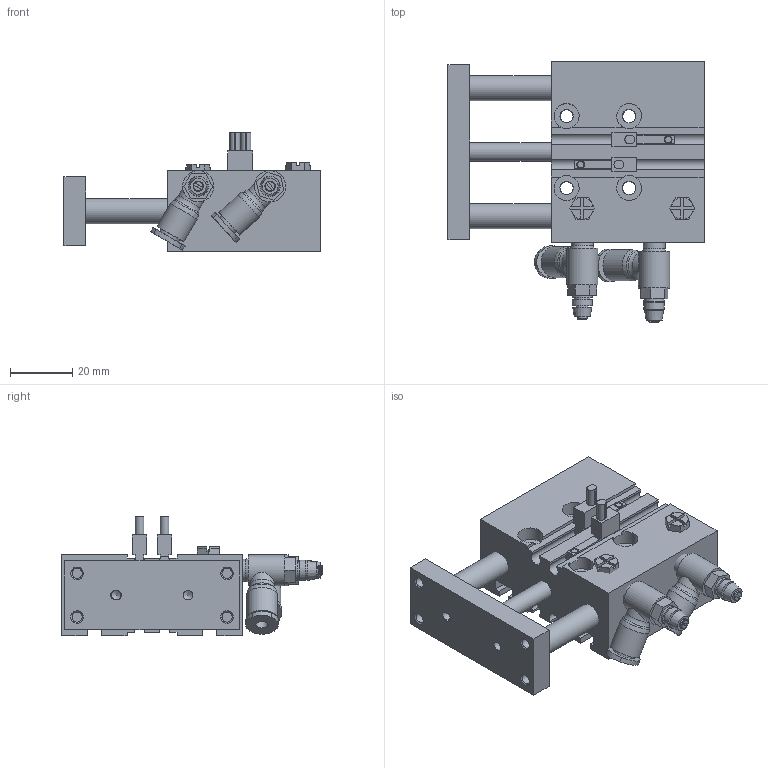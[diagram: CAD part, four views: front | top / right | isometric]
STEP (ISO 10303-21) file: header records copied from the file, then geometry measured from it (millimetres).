
FILE_DESCRIPTION(/* description */ (''),/* implementation_level */ '2;1');
FILE_NAME(/* name */ 'MGPM12-20Z-M9NV(0_0_0).stp',/* time_stamp */ '2023-06-27T08:50:34+07:00',/* author */ ('PT'),/* organization */ (''),/* preprocessor_version */ 'ST-DEVELOPER v18.1',/* originating_system */ 'Autodesk Inventor 2021',/* authorisation */ '');
FILE_SCHEMA (('AUTOMOTIVE_DESIGN { 1 0 10303 214 3 1 1 }'));
Length unit declared in the file: millimetre
Products named in the file (6): MGPM12-20Z-M9NV(0_0_0); MGPM12-20Z(0)_BODY; MGPM12-20Z(0)_ROD; D-M9NV_MGP-Z; PACK-MESLA4-M5; M-5P_MGP
Assembly tree (8 placements, depth 2):
  MGPM12-20Z-M9NV(0_0_0)
    MGPM12-20Z(0)_BODY
    MGPM12-20Z(0)_ROD
    D-M9NV_MGP-Z  x2
    PACK-MESLA4-M5  x2
    M-5P_MGP  x2
Bounding box: 82 x 83.57 x 38.3 mm (x, y, z)
Volume: 76251.1 mm3; surface area: 32884.3 mm2
Topology: 8 solids, 8 shells, 390 faces, 901 edges, 577 vertices
Faces by surface type: plane 208, cylinder 98, cone 80, torus 2, bspline 2
Full cylindrical faces by diameter (mm): 2.1 x2, 2.5 x2, 3 x6, 3.242 x8, 3.3 x2, 4 x4, 4.1 x2, 4.134 x8, 4.3 x4, 4.4 x2, 5 x6, 6 x4, 6.5 x4, 7 x4, 8 x10, 9.9 x2, 10 x2, 12 x2
Entity records: 8203 total; most frequent: CARTESIAN_POINT 1468, DIRECTION 1387, ORIENTED_EDGE 1268, EDGE_CURVE 634, AXIS2_PLACEMENT_3D 499, VERTEX_POINT 413, LINE 389, VECTOR 389
